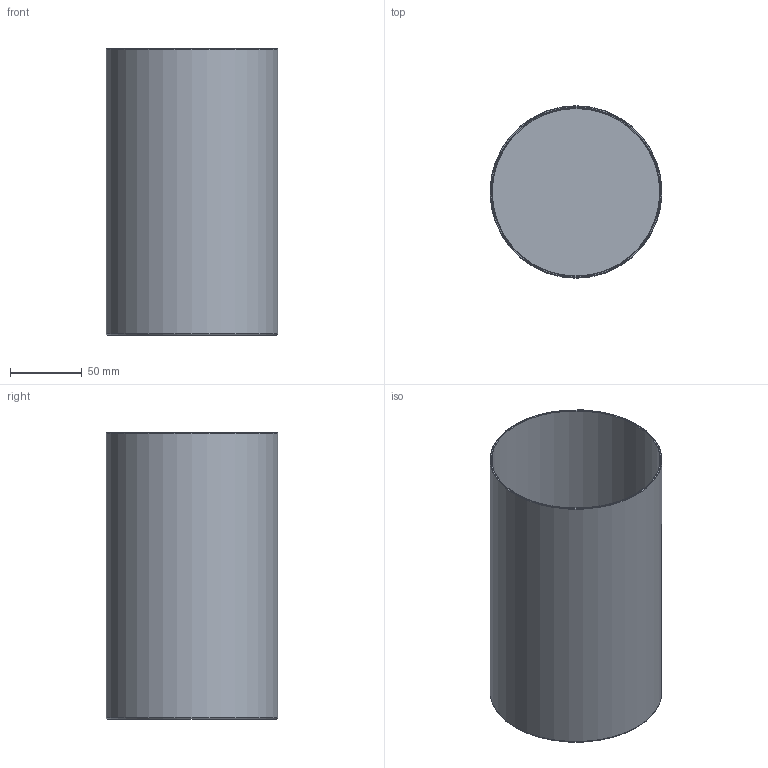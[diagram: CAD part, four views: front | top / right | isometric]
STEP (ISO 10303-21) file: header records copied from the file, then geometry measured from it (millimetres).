
FILE_DESCRIPTION(('FreeCAD Model'),'2;1');
FILE_NAME('Open CASCADE Shape Model','2025-09-06T07:47:02',(''),(''), 'Open CASCADE STEP processor 7.8','FreeCAD','Unknown');
FILE_SCHEMA(('AUTOMOTIVE_DESIGN { 1 0 10303 214 1 1 1 1 }'));
Length unit declared in the file: millimetre
Products named in the file (1): Body
Bounding box: 120.12 x 120.12 x 200.03 mm (x, y, z)
Volume: 104725.8 mm3; surface area: 171286.2 mm2
Topology: 1 solids, 1 shells, 9 faces, 16 edges, 9 vertices
Faces by surface type: torus 4, plane 2, cylinder 2, cone 1
Full cylindrical faces by diameter (mm): 117.75 x1, 120.117 x1
Entity records: 434 total; most frequent: DIRECTION 77, CARTESIAN_POINT 64, ORIENTED_EDGE 30, PCURVE 30, DEFINITIONAL_REPRESENTATION 30, LINE 30, VECTOR 30, AXIS2_PLACEMENT_3D 22
